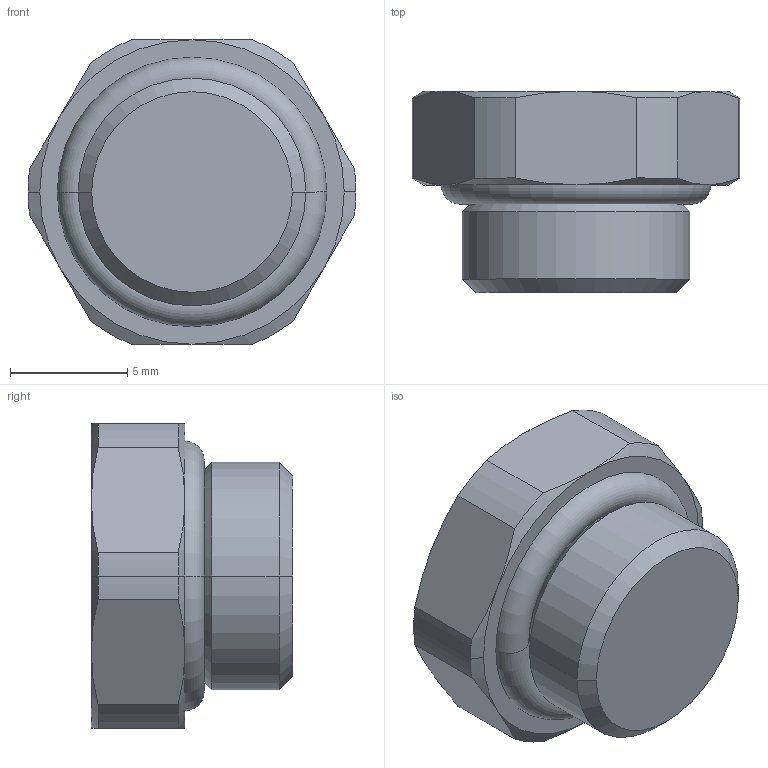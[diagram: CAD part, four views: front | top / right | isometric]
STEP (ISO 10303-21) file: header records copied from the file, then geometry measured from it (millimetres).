
FILE_DESCRIPTION(('STEP AP214'),'1');
FILE_NAME('0222_10_00.stp','2016-07-07T14:23:31',('TraceParts'),('TraceParts S.A.'),'Spatial InterOp 3D',' ',' ');
FILE_SCHEMA(('automotive_design'));
Length unit declared in the file: millimetre
Products named in the file (1): 1
Bounding box: 14 x 8.6 x 13 mm (x, y, z)
Volume: 874.8 mm3; surface area: 644.3 mm2
Topology: 1 solids, 1 shells, 51 faces, 123 edges, 74 vertices
Faces by surface type: cone 22, plane 15, cylinder 10, torus 4
Entity records: 1501 total; most frequent: CARTESIAN_POINT 355, DIRECTION 248, ORIENTED_EDGE 242, EDGE_CURVE 121, AXIS2_PLACEMENT_3D 105, VERTEX_POINT 74, EDGE_LOOP 53, CIRCLE 53
